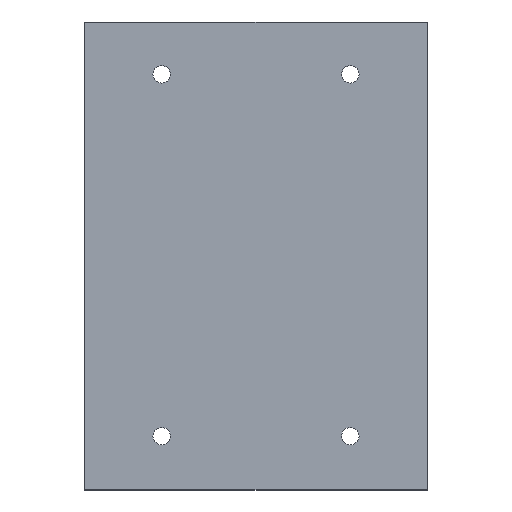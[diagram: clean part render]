
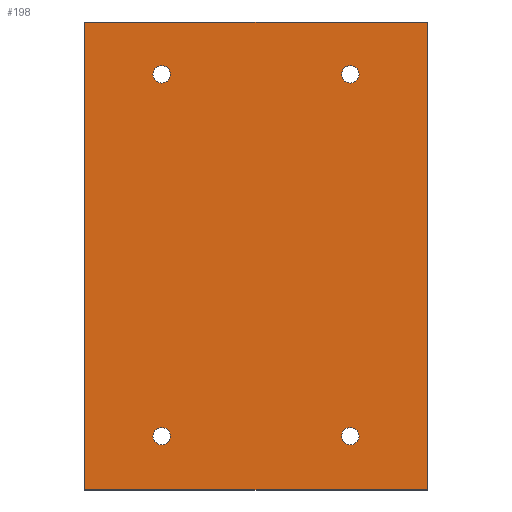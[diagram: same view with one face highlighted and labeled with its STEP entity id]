
A CAD part, top view. The second image highlights one B-rep face of the part: STEP entity #198.
In plain terms, the highlighted planar face has unit normal (0, 0, 1).
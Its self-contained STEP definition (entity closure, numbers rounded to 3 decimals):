
#19=FACE_BOUND('',#53,.T.);
#20=FACE_BOUND('',#54,.T.);
#21=FACE_BOUND('',#55,.T.);
#22=FACE_BOUND('',#56,.T.);
#28=PLANE('',#218);
#38=FACE_OUTER_BOUND('',#52,.T.);
#52=EDGE_LOOP('',(#177,#178,#179,#180));
#53=EDGE_LOOP('',(#181));
#54=EDGE_LOOP('',(#182));
#55=EDGE_LOOP('',(#183));
#56=EDGE_LOOP('',(#184));
#61=LINE('',#301,#77);
#65=LINE('',#309,#81);
#68=LINE('',#315,#84);
#71=LINE('',#320,#87);
#77=VECTOR('',#251,10.);
#81=VECTOR('',#257,10.);
#84=VECTOR('',#262,10.);
#87=VECTOR('',#267,10.);
#90=CIRCLE('',#203,1.25);
#92=CIRCLE('',#206,1.25);
#94=CIRCLE('',#209,1.25);
#96=CIRCLE('',#212,1.25);
#98=VERTEX_POINT('',#277);
#100=VERTEX_POINT('',#283);
#102=VERTEX_POINT('',#289);
#104=VERTEX_POINT('',#295);
#105=VERTEX_POINT('',#299);
#106=VERTEX_POINT('',#300);
#109=VERTEX_POINT('',#308);
#111=VERTEX_POINT('',#314);
#115=EDGE_CURVE('',#98,#98,#90,.T.);
#118=EDGE_CURVE('',#100,#100,#92,.T.);
#121=EDGE_CURVE('',#102,#102,#94,.T.);
#124=EDGE_CURVE('',#104,#104,#96,.T.);
#125=EDGE_CURVE('',#105,#106,#61,.T.);
#129=EDGE_CURVE('',#109,#105,#65,.T.);
#132=EDGE_CURVE('',#111,#109,#68,.T.);
#135=EDGE_CURVE('',#106,#111,#71,.T.);
#177=ORIENTED_EDGE('',*,*,#135,.F.);
#178=ORIENTED_EDGE('',*,*,#125,.F.);
#179=ORIENTED_EDGE('',*,*,#129,.F.);
#180=ORIENTED_EDGE('',*,*,#132,.F.);
#181=ORIENTED_EDGE('',*,*,#124,.F.);
#182=ORIENTED_EDGE('',*,*,#121,.F.);
#183=ORIENTED_EDGE('',*,*,#118,.F.);
#184=ORIENTED_EDGE('',*,*,#115,.F.);
#198=ADVANCED_FACE('',(#38,#19,#20,#21,#22),#28,.F.);
#203=AXIS2_PLACEMENT_3D('',#279,#226,#227);
#206=AXIS2_PLACEMENT_3D('',#285,#233,#234);
#209=AXIS2_PLACEMENT_3D('',#291,#240,#241);
#212=AXIS2_PLACEMENT_3D('',#297,#247,#248);
#218=AXIS2_PLACEMENT_3D('',#323,#271,#272);
#226=DIRECTION('center_axis',(0.,0.,1.));
#227=DIRECTION('ref_axis',(-1.,0.,0.));
#233=DIRECTION('center_axis',(0.,0.,1.));
#234=DIRECTION('ref_axis',(-1.,0.,0.));
#240=DIRECTION('center_axis',(0.,0.,1.));
#241=DIRECTION('ref_axis',(-1.,0.,0.));
#247=DIRECTION('center_axis',(0.,0.,1.));
#248=DIRECTION('ref_axis',(-1.,0.,0.));
#251=DIRECTION('',(-1.,0.,0.));
#257=DIRECTION('',(0.,-1.,0.));
#262=DIRECTION('',(1.,0.,0.));
#267=DIRECTION('',(0.,1.,0.));
#271=DIRECTION('center_axis',(0.,0.,-1.));
#272=DIRECTION('ref_axis',(-1.,0.,0.));
#277=CARTESIAN_POINT('',(14.75,22.514,-22.));
#279=CARTESIAN_POINT('Origin',(13.5,22.514,-22.));
#283=CARTESIAN_POINT('',(-12.25,-29.286,-22.));
#285=CARTESIAN_POINT('Origin',(-13.5,-29.286,-22.));
#289=CARTESIAN_POINT('',(14.75,-29.286,-22.));
#291=CARTESIAN_POINT('Origin',(13.5,-29.286,-22.));
#295=CARTESIAN_POINT('',(-12.25,22.514,-22.));
#297=CARTESIAN_POINT('Origin',(-13.5,22.514,-22.));
#299=CARTESIAN_POINT('',(24.5,-36.972,-22.));
#300=CARTESIAN_POINT('',(-24.5,-36.972,-22.));
#301=CARTESIAN_POINT('',(24.5,-36.972,-22.));
#308=CARTESIAN_POINT('',(24.5,30.,-22.));
#309=CARTESIAN_POINT('',(24.5,30.,-22.));
#314=CARTESIAN_POINT('',(-24.5,30.,-22.));
#315=CARTESIAN_POINT('',(-24.5,30.,-22.));
#320=CARTESIAN_POINT('',(-24.5,-36.972,-22.));
#323=CARTESIAN_POINT('Origin',(0.,-3.486,
-22.));
